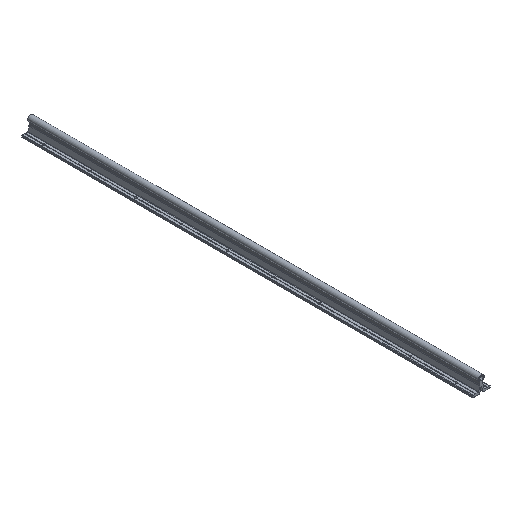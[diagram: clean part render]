
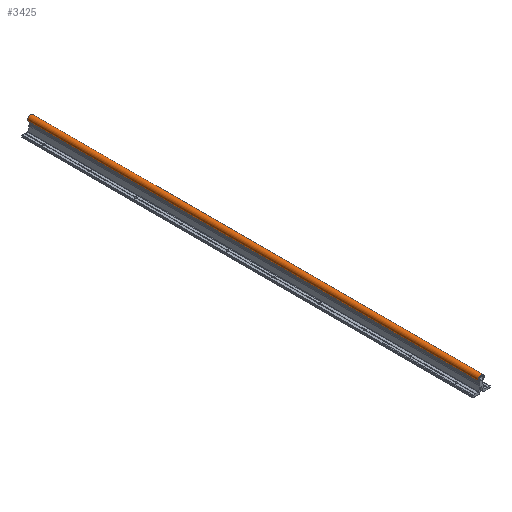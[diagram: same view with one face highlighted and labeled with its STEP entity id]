
A CAD part, isometric view. The second image highlights one B-rep face of the part: STEP entity #3425.
In plain terms, the highlighted cylindrical face has radius 6.35 mm (diameter 12.7 mm), a partial arc.
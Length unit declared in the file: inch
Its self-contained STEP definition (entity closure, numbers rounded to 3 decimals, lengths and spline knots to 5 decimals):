
#37 = VERTEX_POINT ( 'NONE', #1621 ) ;
#447 = DIRECTION ( 'NONE',  ( 0., -1., 0. ) ) ;
#492 = DIRECTION ( 'NONE',  ( 0., 1., 0. ) ) ;
#610 = LINE ( 'NONE', #1651, #2484 ) ;
#618 = CIRCLE ( 'NONE', #690, 0.25 ) ;
#690 = AXIS2_PLACEMENT_3D ( 'NONE', #740, #2950, #2265 ) ;
#696 = CARTESIAN_POINT ( 'NONE',  ( 0.126, -0.01496, 0.90907 ) ) ;
#740 = CARTESIAN_POINT ( 'NONE',  ( 0., -39.38504, 1.125 ) ) ;
#847 = CARTESIAN_POINT ( 'NONE',  ( 0., -0.01496, 1.125 ) ) ;
#863 = FACE_OUTER_BOUND ( 'NONE', #2882, .T. ) ;
#1078 = CARTESIAN_POINT ( 'NONE',  ( 0.126, -39.38504, 0.90907 ) ) ;
#1093 = VECTOR ( 'NONE', #2132, 39.37008 ) ;
#1106 = ORIENTED_EDGE ( 'NONE', *, *, #2369, .T. ) ;
#1185 = EDGE_CURVE ( 'NONE', #2889, #37, #618, .T. ) ;
#1262 = CIRCLE ( 'NONE', #1265, 0.25 ) ;
#1265 = AXIS2_PLACEMENT_3D ( 'NONE', #847, #492, #4133 ) ;
#1326 = ORIENTED_EDGE ( 'NONE', *, *, #3752, .T. ) ;
#1621 = CARTESIAN_POINT ( 'NONE',  ( -0.126, -39.38504, 0.90907 ) ) ;
#1651 = CARTESIAN_POINT ( 'NONE',  ( -0.126, 0., 0.90907 ) ) ;
#1737 = CARTESIAN_POINT ( 'NONE',  ( -0.126, -0.01496, 0.90907 ) ) ;
#2132 = DIRECTION ( 'NONE',  ( 0., 1., 0. ) ) ;
#2202 = LINE ( 'NONE', #4354, #1093 ) ;
#2265 = DIRECTION ( 'NONE',  ( 0., 0., 1. ) ) ;
#2369 = EDGE_CURVE ( 'NONE', #4289, #37, #610, .T. ) ;
#2484 = VECTOR ( 'NONE', #3530, 39.37008 ) ;
#2880 = AXIS2_PLACEMENT_3D ( 'NONE', #3370, #447, #3766 ) ;
#2882 = EDGE_LOOP ( 'NONE', ( #1326, #4316, #1106, #4528 ) ) ;
#2889 = VERTEX_POINT ( 'NONE', #1078 ) ;
#2950 = DIRECTION ( 'NONE',  ( 0., -1., 0. ) ) ;
#3215 = VERTEX_POINT ( 'NONE', #696 ) ;
#3370 = CARTESIAN_POINT ( 'NONE',  ( 0., 0., 1.125 ) ) ;
#3425 = ADVANCED_FACE ( 'NONE', ( #863 ), #4504, .T. ) ;
#3530 = DIRECTION ( 'NONE',  ( 0., -1., 0. ) ) ;
#3752 = EDGE_CURVE ( 'NONE', #2889, #3215, #2202, .T. ) ;
#3766 = DIRECTION ( 'NONE',  ( 0., 0., -1. ) ) ;
#3918 = EDGE_CURVE ( 'NONE', #4289, #3215, #1262, .T. ) ;
#4133 = DIRECTION ( 'NONE',  ( 0., 0., -1. ) ) ;
#4289 = VERTEX_POINT ( 'NONE', #1737 ) ;
#4316 = ORIENTED_EDGE ( 'NONE', *, *, #3918, .F. ) ;
#4354 = CARTESIAN_POINT ( 'NONE',  ( 0.126, 0., 0.90907 ) ) ;
#4504 = CYLINDRICAL_SURFACE ( 'NONE', #2880, 0.25 ) ;
#4528 = ORIENTED_EDGE ( 'NONE', *, *, #1185, .F. ) ;
